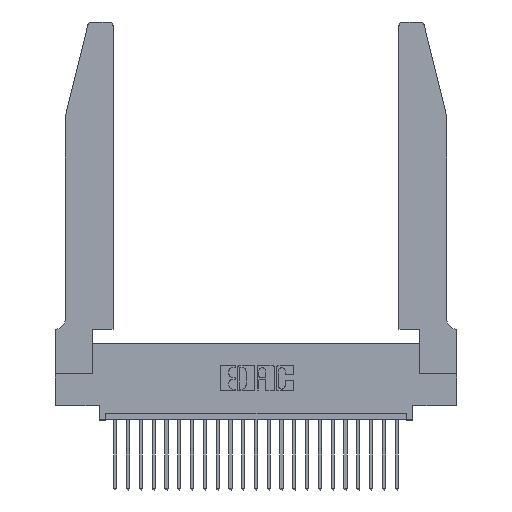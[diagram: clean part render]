
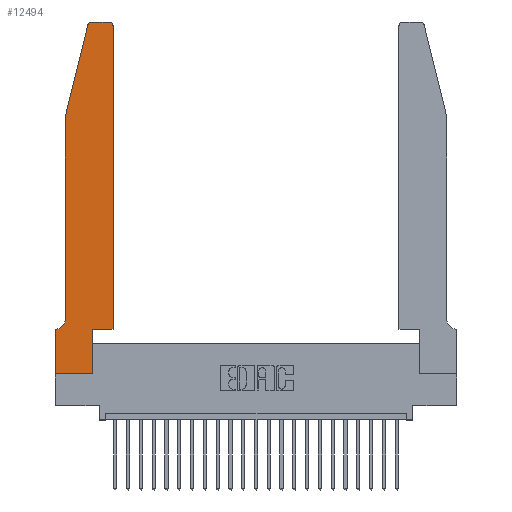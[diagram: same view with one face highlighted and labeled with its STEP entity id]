
A CAD part, top view. The second image highlights one B-rep face of the part: STEP entity #12494.
In plain terms, the highlighted planar face has unit normal (0, 0, 1).
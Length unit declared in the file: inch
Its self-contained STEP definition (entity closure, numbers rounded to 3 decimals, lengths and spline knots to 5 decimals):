
#86 = LINE ( 'NONE', #14616, #22515 ) ;
#384 = LINE ( 'NONE', #14933, #18626 ) ;
#657 = CARTESIAN_POINT ( 'NONE',  ( 0.0755, 0.35, 0.37 ) ) ;
#835 = CARTESIAN_POINT ( 'NONE',  ( 0.4205, 2.72, 0.37 ) ) ;
#908 = EDGE_CURVE ( 'NONE', #16844, #12838, #12873, .T. ) ;
#1202 = DIRECTION ( 'NONE',  ( -0.239, -0.971, 0. ) ) ;
#1300 = LINE ( 'NONE', #5297, #14715 ) ;
#1716 = CIRCLE ( 'NONE', #12435, 0.07 ) ;
#1795 = VECTOR ( 'NONE', #15756, 39.37008 ) ;
#2153 = DIRECTION ( 'NONE',  ( -1., 0., 0. ) ) ;
#2570 = VERTEX_POINT ( 'NONE', #16042 ) ;
#2683 = VERTEX_POINT ( 'NONE', #10917 ) ;
#2946 = DIRECTION ( 'NONE',  ( 1., 0., 0. ) ) ;
#3519 = LINE ( 'NONE', #7066, #11918 ) ;
#3672 = DIRECTION ( 'NONE',  ( 1., 0., 0. ) ) ;
#3983 = ORIENTED_EDGE ( 'NONE', *, *, #20703, .T. ) ;
#4323 = CIRCLE ( 'NONE', #7166, 0.03 ) ;
#4607 = DIRECTION ( 'NONE',  ( 1., 0., 0. ) ) ;
#4728 = CARTESIAN_POINT ( 'NONE',  ( 0.284, 2.72, 0.37 ) ) ;
#5090 = EDGE_CURVE ( 'NONE', #7582, #22859, #4323, .T. ) ;
#5297 = CARTESIAN_POINT ( 'NONE',  ( 0., 0., 0.37 ) ) ;
#5442 = DIRECTION ( 'NONE',  ( 0., -1., 0. ) ) ;
#5730 = LINE ( 'NONE', #14104, #23681 ) ;
#5935 = CARTESIAN_POINT ( 'NONE',  ( 0.0055, 0.42, 0.37 ) ) ;
#6376 = ORIENTED_EDGE ( 'NONE', *, *, #9990, .T. ) ;
#6558 = CARTESIAN_POINT ( 'NONE',  ( 0.25487, 2.72718, 0.37 ) ) ;
#6720 = ORIENTED_EDGE ( 'NONE', *, *, #22991, .T. ) ;
#7060 = DIRECTION ( 'NONE',  ( 0., -1., 0. ) ) ;
#7066 = CARTESIAN_POINT ( 'NONE',  ( 0.0755, 2., 0.37 ) ) ;
#7166 = AXIS2_PLACEMENT_3D ( 'NONE', #835, #21974, #4607 ) ;
#7267 = VERTEX_POINT ( 'NONE', #6558 ) ;
#7582 = VERTEX_POINT ( 'NONE', #13229 ) ;
#8023 = DIRECTION ( 'NONE',  ( 0., 0., -1. ) ) ;
#8871 = VERTEX_POINT ( 'NONE', #17124 ) ;
#8957 = DIRECTION ( 'NONE',  ( 1., 0., 0. ) ) ;
#8959 = ORIENTED_EDGE ( 'NONE', *, *, #11273, .T. ) ;
#9263 = ORIENTED_EDGE ( 'NONE', *, *, #20712, .T. ) ;
#9375 = CARTESIAN_POINT ( 'NONE',  ( 0., 0.35, 0.37 ) ) ;
#9987 = ORIENTED_EDGE ( 'NONE', *, *, #908, .T. ) ;
#9990 = EDGE_CURVE ( 'NONE', #15261, #2683, #17717, .T. ) ;
#10303 = CARTESIAN_POINT ( 'NONE',  ( 0.0055, 0.35, 0.37 ) ) ;
#10382 = CARTESIAN_POINT ( 'NONE',  ( 0., 0., 0.37 ) ) ;
#10917 = CARTESIAN_POINT ( 'NONE',  ( 0.2865, 0., 0.37 ) ) ;
#11273 = EDGE_CURVE ( 'NONE', #22859, #14239, #16469, .T. ) ;
#11469 = EDGE_CURVE ( 'NONE', #8871, #7582, #5730, .T. ) ;
#11706 = VECTOR ( 'NONE', #2153, 39.37008 ) ;
#11918 = VECTOR ( 'NONE', #1202, 39.37008 ) ;
#12137 = EDGE_LOOP ( 'NONE', ( #8959, #6720, #22463, #17935, #22769, #9987, #9263, #6376, #3983, #17859, #23657, #17208 ) ) ;
#12435 = AXIS2_PLACEMENT_3D ( 'NONE', #5935, #8023, #13766 ) ;
#12494 = ADVANCED_FACE ( 'NONE', ( #23927 ), #24597, .T. ) ;
#12838 = VERTEX_POINT ( 'NONE', #18493 ) ;
#12873 = LINE ( 'NONE', #657, #1795 ) ;
#13019 = AXIS2_PLACEMENT_3D ( 'NONE', #4728, #23771, #2946 ) ;
#13229 = CARTESIAN_POINT ( 'NONE',  ( 0.4505, 2.72, 0.37 ) ) ;
#13325 = EDGE_CURVE ( 'NONE', #7267, #13735, #3519, .T. ) ;
#13613 = CARTESIAN_POINT ( 'NONE',  ( 0.2605, 2.75, 0.37 ) ) ;
#13648 = CARTESIAN_POINT ( 'NONE',  ( 0.2865, 0.35, 0.37 ) ) ;
#13735 = VERTEX_POINT ( 'NONE', #23567 ) ;
#13766 = DIRECTION ( 'NONE',  ( -1., 0., 0. ) ) ;
#14104 = CARTESIAN_POINT ( 'NONE',  ( 0.4505, 0.35, 0.37 ) ) ;
#14239 = VERTEX_POINT ( 'NONE', #15310 ) ;
#14265 = AXIS2_PLACEMENT_3D ( 'NONE', #9375, #17093, #3672 ) ;
#14616 = CARTESIAN_POINT ( 'NONE',  ( 0.0755, 2., 0.37 ) ) ;
#14715 = VECTOR ( 'NONE', #5442, 39.37008 ) ;
#14933 = CARTESIAN_POINT ( 'NONE',  ( 0.2865, 0.35, 0.37 ) ) ;
#15261 = VERTEX_POINT ( 'NONE', #10382 ) ;
#15310 = CARTESIAN_POINT ( 'NONE',  ( 0.284, 2.75, 0.37 ) ) ;
#15756 = DIRECTION ( 'NONE',  ( -1., 0., 0. ) ) ;
#16042 = CARTESIAN_POINT ( 'NONE',  ( 0.0755, 0.42, 0.37 ) ) ;
#16469 = LINE ( 'NONE', #13613, #11706 ) ;
#16844 = VERTEX_POINT ( 'NONE', #10303 ) ;
#17093 = DIRECTION ( 'NONE',  ( 0., 0., 1. ) ) ;
#17124 = CARTESIAN_POINT ( 'NONE',  ( 0.4505, 0.35, 0.37 ) ) ;
#17208 = ORIENTED_EDGE ( 'NONE', *, *, #5090, .T. ) ;
#17221 = CARTESIAN_POINT ( 'NONE',  ( 0.4205, 2.75, 0.37 ) ) ;
#17717 = LINE ( 'NONE', #18700, #24010 ) ;
#17859 = ORIENTED_EDGE ( 'NONE', *, *, #18054, .T. ) ;
#17883 = DIRECTION ( 'NONE',  ( 0., 1., 0. ) ) ;
#17935 = ORIENTED_EDGE ( 'NONE', *, *, #20756, .T. ) ;
#18054 = EDGE_CURVE ( 'NONE', #22166, #8871, #19509, .T. ) ;
#18240 = CIRCLE ( 'NONE', #13019, 0.03 ) ;
#18322 = VECTOR ( 'NONE', #8957, 39.37008 ) ;
#18493 = CARTESIAN_POINT ( 'NONE',  ( 0., 0.35, 0.37 ) ) ;
#18626 = VECTOR ( 'NONE', #22661, 39.37008 ) ;
#18700 = CARTESIAN_POINT ( 'NONE',  ( 0., 0., 0.37 ) ) ;
#19509 = LINE ( 'NONE', #21966, #18322 ) ;
#20703 = EDGE_CURVE ( 'NONE', #2683, #22166, #384, .T. ) ;
#20712 = EDGE_CURVE ( 'NONE', #12838, #15261, #1300, .T. ) ;
#20756 = EDGE_CURVE ( 'NONE', #13735, #2570, #86, .T. ) ;
#21966 = CARTESIAN_POINT ( 'NONE',  ( 0.4505, 0.35, 0.37 ) ) ;
#21974 = DIRECTION ( 'NONE',  ( 0., 0., 1. ) ) ;
#22166 = VERTEX_POINT ( 'NONE', #13648 ) ;
#22317 = DIRECTION ( 'NONE',  ( 1., 0., 0. ) ) ;
#22463 = ORIENTED_EDGE ( 'NONE', *, *, #13325, .T. ) ;
#22515 = VECTOR ( 'NONE', #7060, 39.37008 ) ;
#22661 = DIRECTION ( 'NONE',  ( 0., 1., 0. ) ) ;
#22769 = ORIENTED_EDGE ( 'NONE', *, *, #23917, .T. ) ;
#22859 = VERTEX_POINT ( 'NONE', #17221 ) ;
#22991 = EDGE_CURVE ( 'NONE', #14239, #7267, #18240, .T. ) ;
#23567 = CARTESIAN_POINT ( 'NONE',  ( 0.0755, 2., 0.37 ) ) ;
#23657 = ORIENTED_EDGE ( 'NONE', *, *, #11469, .T. ) ;
#23681 = VECTOR ( 'NONE', #17883, 39.37008 ) ;
#23771 = DIRECTION ( 'NONE',  ( 0., 0., 1. ) ) ;
#23917 = EDGE_CURVE ( 'NONE', #2570, #16844, #1716, .T. ) ;
#23927 = FACE_OUTER_BOUND ( 'NONE', #12137, .T. ) ;
#24010 = VECTOR ( 'NONE', #22317, 39.37008 ) ;
#24597 = PLANE ( 'NONE',  #14265 ) ;
